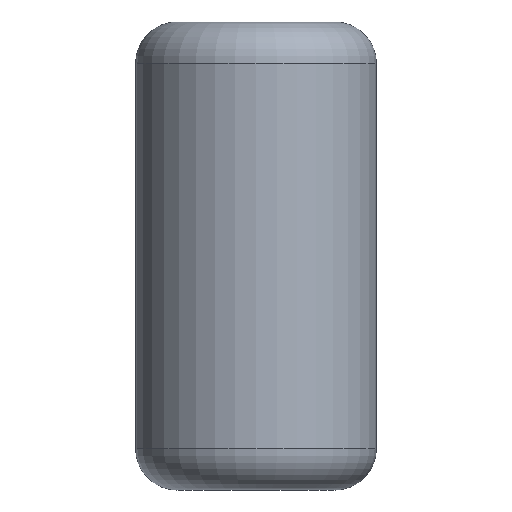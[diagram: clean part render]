
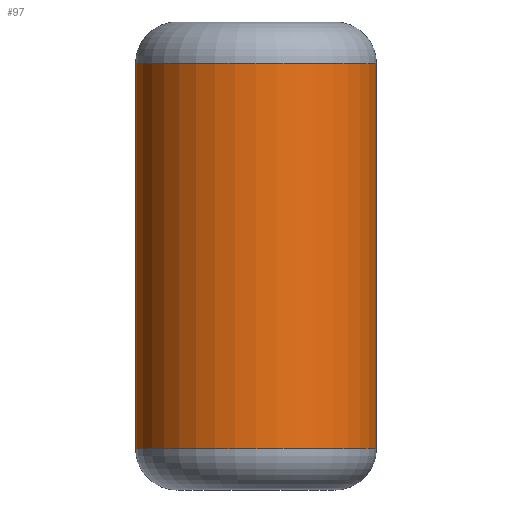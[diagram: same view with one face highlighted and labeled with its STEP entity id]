
A CAD part, front view. The second image highlights one B-rep face of the part: STEP entity #97.
In plain terms, the highlighted cylindrical face has radius 8.75 mm (diameter 17.5 mm), a partial arc.
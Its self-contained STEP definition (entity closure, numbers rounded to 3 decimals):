
#3 = ORIENTED_EDGE ( 'NONE', *, *, #10, .F. ) ;
#10 = EDGE_CURVE ( 'NONE', #222, #156, #183, .T. ) ;
#11 = DIRECTION ( 'NONE',  ( 0., 0., -1. ) ) ;
#25 = CARTESIAN_POINT ( 'NONE',  ( -8.75, 0., 31. ) ) ;
#30 = AXIS2_PLACEMENT_3D ( 'NONE', #33, #104, #66 ) ;
#31 = CARTESIAN_POINT ( 'NONE',  ( 8.75, 0., 3. ) ) ;
#33 = CARTESIAN_POINT ( 'NONE',  ( 0., 0., 3. ) ) ;
#38 = ORIENTED_EDGE ( 'NONE', *, *, #194, .T. ) ;
#40 = EDGE_CURVE ( 'NONE', #222, #53, #52, .T. ) ;
#45 = CARTESIAN_POINT ( 'NONE',  ( 8.75, 0., 34. ) ) ;
#46 = DIRECTION ( 'NONE',  ( 0., 0., -1. ) ) ;
#52 = CIRCLE ( 'NONE', #75, 8.75 ) ;
#53 = VERTEX_POINT ( 'NONE', #25 ) ;
#54 = CARTESIAN_POINT ( 'NONE',  ( -8.75, 0., 34. ) ) ;
#56 = CARTESIAN_POINT ( 'NONE',  ( 0., 0., 34. ) ) ;
#60 = ORIENTED_EDGE ( 'NONE', *, *, #145, .T. ) ;
#66 = DIRECTION ( 'NONE',  ( 1., 0., 0. ) ) ;
#70 = DIRECTION ( 'NONE',  ( 0., 0., -1. ) ) ;
#73 = DIRECTION ( 'NONE',  ( -1., 0., 0. ) ) ;
#75 = AXIS2_PLACEMENT_3D ( 'NONE', #113, #11, #148 ) ;
#97 = ADVANCED_FACE ( 'NONE', ( #121 ), #122, .T. ) ;
#103 = DIRECTION ( 'NONE',  ( 0., 0., -1. ) ) ;
#104 = DIRECTION ( 'NONE',  ( 0., 0., 1. ) ) ;
#113 = CARTESIAN_POINT ( 'NONE',  ( 0., 0., 31. ) ) ;
#118 = CARTESIAN_POINT ( 'NONE',  ( 8.75, 0., 31. ) ) ;
#119 = LINE ( 'NONE', #54, #139 ) ;
#121 = FACE_OUTER_BOUND ( 'NONE', #146, .T. ) ;
#122 = CYLINDRICAL_SURFACE ( 'NONE', #130, 8.75 ) ;
#127 = CIRCLE ( 'NONE', #30, 8.75 ) ;
#130 = AXIS2_PLACEMENT_3D ( 'NONE', #56, #103, #73 ) ;
#139 = VECTOR ( 'NONE', #70, 1000. ) ;
#141 = CARTESIAN_POINT ( 'NONE',  ( -8.75, 0., 3. ) ) ;
#145 = EDGE_CURVE ( 'NONE', #53, #150, #119, .T. ) ;
#146 = EDGE_LOOP ( 'NONE', ( #3, #207, #60, #38 ) ) ;
#148 = DIRECTION ( 'NONE',  ( 1., 0., 0. ) ) ;
#150 = VERTEX_POINT ( 'NONE', #141 ) ;
#156 = VERTEX_POINT ( 'NONE', #31 ) ;
#181 = VECTOR ( 'NONE', #46, 1000. ) ;
#183 = LINE ( 'NONE', #45, #181 ) ;
#194 = EDGE_CURVE ( 'NONE', #150, #156, #127, .T. ) ;
#207 = ORIENTED_EDGE ( 'NONE', *, *, #40, .T. ) ;
#222 = VERTEX_POINT ( 'NONE', #118 ) ;
